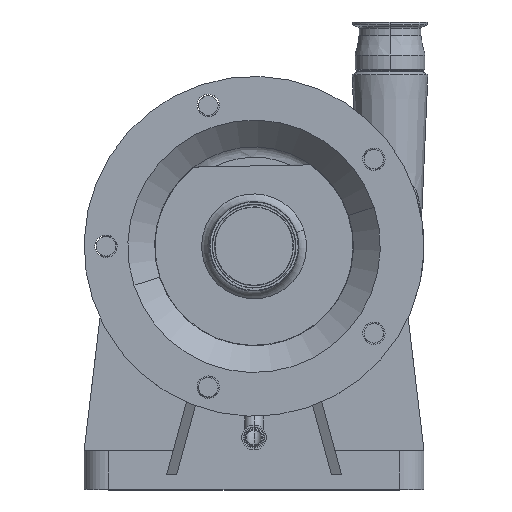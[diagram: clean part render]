
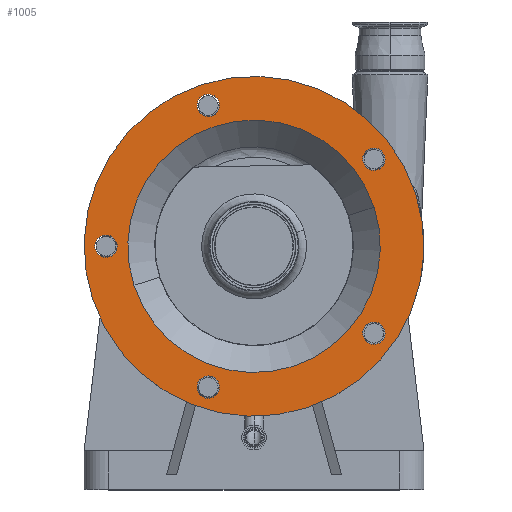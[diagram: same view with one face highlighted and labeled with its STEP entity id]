
A CAD part, top view. The second image highlights one B-rep face of the part: STEP entity #1005.
In plain terms, the highlighted planar face has unit normal (0, 0, 1).
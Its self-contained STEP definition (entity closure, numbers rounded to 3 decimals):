
#877 = ORIENTED_EDGE ( 'NONE', *, *, #974, .F. ) ;
#878 = EDGE_LOOP ( 'NONE', ( #1057, #1055 ) ) ;
#882 = EDGE_LOOP ( 'NONE', ( #977, #1021 ) ) ;
#974 = EDGE_CURVE ( 'NONE', #26389, #26973, #11612, .T. ) ;
#975 = EDGE_CURVE ( 'NONE', #26284, #26596, #11526, .T. ) ;
#976 = ORIENTED_EDGE ( 'NONE', *, *, #26602, .F. ) ;
#977 = ORIENTED_EDGE ( 'NONE', *, *, #1015, .F. ) ;
#978 = EDGE_CURVE ( 'NONE', #26229, #26491, #11600, .T. ) ;
#979 = EDGE_LOOP ( 'NONE', ( #1020, #980 ) ) ;
#980 = ORIENTED_EDGE ( 'NONE', *, *, #26625, .F. ) ;
#995 = EDGE_LOOP ( 'NONE', ( #1017, #1010 ) ) ;
#996 = EDGE_CURVE ( 'NONE', #27245, #27242, #11800, .T. ) ;
#1004 = ORIENTED_EDGE ( 'NONE', *, *, #975, .F. ) ;
#1005 = ADVANCED_FACE ( 'NONE', ( #11683, #11671, #11709, #11678, #11802, #11757, #11801 ), #11756, .F. ) ;
#1006 = EDGE_LOOP ( 'NONE', ( #1004, #976 ) ) ;
#1010 = ORIENTED_EDGE ( 'NONE', *, *, #26710, .F. ) ;
#1013 = EDGE_LOOP ( 'NONE', ( #1014, #1016 ) ) ;
#1014 = ORIENTED_EDGE ( 'NONE', *, *, #27142, .T. ) ;
#1015 = EDGE_CURVE ( 'NONE', #26110, #27148, #11646, .T. ) ;
#1016 = ORIENTED_EDGE ( 'NONE', *, *, #996, .T. ) ;
#1017 = ORIENTED_EDGE ( 'NONE', *, *, #1047, .F. ) ;
#1018 = ORIENTED_EDGE ( 'NONE', *, *, #26397, .F. ) ;
#1019 = EDGE_CURVE ( 'NONE', #26295, #26294, #11711, .T. ) ;
#1020 = ORIENTED_EDGE ( 'NONE', *, *, #978, .F. ) ;
#1021 = ORIENTED_EDGE ( 'NONE', *, *, #26108, .F. ) ;
#1045 = EDGE_LOOP ( 'NONE', ( #877, #1018 ) ) ;
#1047 = EDGE_CURVE ( 'NONE', #27095, #26388, #11755, .T. ) ;
#1055 = ORIENTED_EDGE ( 'NONE', *, *, #26646, .F. ) ;
#1057 = ORIENTED_EDGE ( 'NONE', *, *, #1019, .F. ) ;
#11487 = AXIS2_PLACEMENT_3D ( 'NONE', #11611, #11610, #11609 ) ;
#11526 = CIRCLE ( 'NONE', #11605, 11.5 ) ;
#11597 = DIRECTION ( 'NONE',  ( 0., 0., 1. ) ) ;
#11598 = CARTESIAN_POINT ( 'NONE',  ( 123.375, 89.637, 299.5 ) ) ;
#11599 = AXIS2_PLACEMENT_3D ( 'NONE', #11598, #11597, #11621 ) ;
#11600 = CIRCLE ( 'NONE', #11599, 11.5 ) ;
#11602 = DIRECTION ( 'NONE',  ( 0.951, 0.309, 0. ) ) ;
#11603 = DIRECTION ( 'NONE',  ( 0., 0., 1. ) ) ;
#11604 = CARTESIAN_POINT ( 'NONE',  ( 123.375, -89.637, 299.5 ) ) ;
#11605 = AXIS2_PLACEMENT_3D ( 'NONE', #11604, #11603, #11602 ) ;
#11609 = DIRECTION ( 'NONE',  ( 0.951, 0.309, 0. ) ) ;
#11610 = DIRECTION ( 'NONE',  ( 0., 0., 1. ) ) ;
#11611 = CARTESIAN_POINT ( 'NONE',  ( -152.5, 0., 299.5 ) ) ;
#11612 = CIRCLE ( 'NONE', #11487, 11.5 ) ;
#11621 = DIRECTION ( 'NONE',  ( 0.951, 0.309, 0. ) ) ;
#11632 = CARTESIAN_POINT ( 'NONE',  ( 0., 0., 299.5 ) ) ;
#11645 = AXIS2_PLACEMENT_3D ( 'NONE', #11817, #11713, #11712 ) ;
#11646 = CIRCLE ( 'NONE', #11645, 11.5 ) ;
#11671 = FACE_BOUND ( 'NONE', #878, .T. ) ;
#11672 = DIRECTION ( 'NONE',  ( -0.951, -0.309, 0. ) ) ;
#11673 = DIRECTION ( 'NONE',  ( 0., 0., -1. ) ) ;
#11675 = DIRECTION ( 'NONE',  ( 0.951, 0.309, 0. ) ) ;
#11676 = DIRECTION ( 'NONE',  ( 0., 0., 1. ) ) ;
#11678 = FACE_BOUND ( 'NONE', #979, .T. ) ;
#11682 = DIRECTION ( 'NONE',  ( 0., 0., 1. ) ) ;
#11683 = FACE_BOUND ( 'NONE', #1045, .T. ) ;
#11684 = AXIS2_PLACEMENT_3D ( 'NONE', #11798, #11673, #11672 ) ;
#11709 = FACE_BOUND ( 'NONE', #1006, .T. ) ;
#11711 = CIRCLE ( 'NONE', #11718, 11.5 ) ;
#11712 = DIRECTION ( 'NONE',  ( 0.951, 0.309, 0. ) ) ;
#11713 = DIRECTION ( 'NONE',  ( 0., 0., 1. ) ) ;
#11717 = CARTESIAN_POINT ( 'NONE',  ( -47.125, -145.036, 299.5 ) ) ;
#11718 = AXIS2_PLACEMENT_3D ( 'NONE', #11717, #11676, #11675 ) ;
#11751 = DIRECTION ( 'NONE',  ( 0.951, 0.309, 0. ) ) ;
#11752 = DIRECTION ( 'NONE',  ( 0., 0., 1. ) ) ;
#11753 = AXIS2_PLACEMENT_3D ( 'NONE', #11774, #11752, #11751 ) ;
#11755 = CIRCLE ( 'NONE', #11753, 130. ) ;
#11756 = PLANE ( 'NONE',  #11684 ) ;
#11757 = FACE_OUTER_BOUND ( 'NONE', #1013, .T. ) ;
#11774 = CARTESIAN_POINT ( 'NONE',  ( 0., 0., 299.5 ) ) ;
#11781 = DIRECTION ( 'NONE',  ( 0.951, 0.309, 0. ) ) ;
#11782 = AXIS2_PLACEMENT_3D ( 'NONE', #11632, #11682, #11781 ) ;
#11798 = CARTESIAN_POINT ( 'NONE',  ( -54.078, 166.435, 299.5 ) ) ;
#11800 = CIRCLE ( 'NONE', #11782, 175. ) ;
#11801 = FACE_BOUND ( 'NONE', #995, .T. ) ;
#11802 = FACE_BOUND ( 'NONE', #882, .T. ) ;
#11817 = CARTESIAN_POINT ( 'NONE',  ( -47.125, 145.036, 299.5 ) ) ;
#12145 = CARTESIAN_POINT ( 'NONE',  ( -36.188, -141.482, 299.5 ) ) ;
#13469 = CARTESIAN_POINT ( 'NONE',  ( 134.312, 93.191, 299.5 ) ) ;
#13470 = CARTESIAN_POINT ( 'NONE',  ( -58.062, -148.59, 299.5 ) ) ;
#13478 = CARTESIAN_POINT ( 'NONE',  ( 134.312, -86.084, 299.5 ) ) ;
#13507 = CIRCLE ( 'NONE', #13531, 11.5 ) ;
#13528 = DIRECTION ( 'NONE',  ( 0.951, 0.309, 0. ) ) ;
#13529 = DIRECTION ( 'NONE',  ( 0., 0., 1. ) ) ;
#13530 = CARTESIAN_POINT ( 'NONE',  ( -47.125, 145.036, 299.5 ) ) ;
#13531 = AXIS2_PLACEMENT_3D ( 'NONE', #13530, #13529, #13528 ) ;
#13536 = CARTESIAN_POINT ( 'NONE',  ( -36.188, 148.59, 299.5 ) ) ;
#13579 = CARTESIAN_POINT ( 'NONE',  ( -123.637, -40.172, 299.5 ) ) ;
#13588 = CARTESIAN_POINT ( 'NONE',  ( 112.438, 86.084, 299.5 ) ) ;
#13606 = CARTESIAN_POINT ( 'NONE',  ( -141.563, 3.554, 299.5 ) ) ;
#13613 = DIRECTION ( 'NONE',  ( 0.951, 0.309, 0. ) ) ;
#13614 = DIRECTION ( 'NONE',  ( 0., 0., 1. ) ) ;
#13623 = CARTESIAN_POINT ( 'NONE',  ( -152.5, 0., 299.5 ) ) ;
#13624 = AXIS2_PLACEMENT_3D ( 'NONE', #13623, #13614, #13613 ) ;
#13625 = CIRCLE ( 'NONE', #13624, 11.5 ) ;
#13663 = CIRCLE ( 'NONE', #13718, 11.5 ) ;
#13667 = DIRECTION ( 'NONE',  ( 0.951, 0.309, 0. ) ) ;
#13681 = DIRECTION ( 'NONE',  ( 0.951, 0.309, 0. ) ) ;
#13682 = DIRECTION ( 'NONE',  ( 0.951, 0.309, 0. ) ) ;
#13685 = CARTESIAN_POINT ( 'NONE',  ( -47.125, -145.036, 299.5 ) ) ;
#13686 = CIRCLE ( 'NONE', #13768, 11.5 ) ;
#13706 = CARTESIAN_POINT ( 'NONE',  ( -163.437, -3.554, 299.5 ) ) ;
#13710 = DIRECTION ( 'NONE',  ( 0., 0., 1. ) ) ;
#13716 = DIRECTION ( 'NONE',  ( 0., 0., 1. ) ) ;
#13717 = CARTESIAN_POINT ( 'NONE',  ( 123.375, 89.637, 299.5 ) ) ;
#13718 = AXIS2_PLACEMENT_3D ( 'NONE', #13717, #13716, #13667 ) ;
#13761 = DIRECTION ( 'NONE',  ( 0.951, 0.309, 0. ) ) ;
#13762 = DIRECTION ( 'NONE',  ( 0., 0., 1. ) ) ;
#13765 = DIRECTION ( 'NONE',  ( 0., 0., 1. ) ) ;
#13767 = CARTESIAN_POINT ( 'NONE',  ( 123.375, -89.637, 299.5 ) ) ;
#13768 = AXIS2_PLACEMENT_3D ( 'NONE', #13767, #13710, #13682 ) ;
#13769 = CARTESIAN_POINT ( 'NONE',  ( 112.438, -93.191, 299.5 ) ) ;
#13797 = CARTESIAN_POINT ( 'NONE',  ( 0., 0., 299.5 ) ) ;
#13800 = CIRCLE ( 'NONE', #13820, 130. ) ;
#13802 = CIRCLE ( 'NONE', #13819, 11.5 ) ;
#13819 = AXIS2_PLACEMENT_3D ( 'NONE', #13685, #13762, #13761 ) ;
#13820 = AXIS2_PLACEMENT_3D ( 'NONE', #13797, #13765, #13681 ) ;
#13846 = CARTESIAN_POINT ( 'NONE',  ( 123.637, 40.172, 299.5 ) ) ;
#13864 = CIRCLE ( 'NONE', #13971, 175. ) ;
#13967 = CARTESIAN_POINT ( 'NONE',  ( -58.062, 141.482, 299.5 ) ) ;
#13968 = DIRECTION ( 'NONE',  ( 0.951, 0.309, 0. ) ) ;
#13969 = DIRECTION ( 'NONE',  ( 0., 0., 1. ) ) ;
#13970 = CARTESIAN_POINT ( 'NONE',  ( 0., 0., 299.5 ) ) ;
#13971 = AXIS2_PLACEMENT_3D ( 'NONE', #13970, #13969, #13968 ) ;
#14000 = CARTESIAN_POINT ( 'NONE',  ( 166.435, 54.078, 299.5 ) ) ;
#14041 = CARTESIAN_POINT ( 'NONE',  ( -166.435, -54.078, 299.5 ) ) ;
#26108 = EDGE_CURVE ( 'NONE', #27148, #26110, #13507, .T. ) ;
#26110 = VERTEX_POINT ( 'NONE', #13536 ) ;
#26229 = VERTEX_POINT ( 'NONE', #13469 ) ;
#26284 = VERTEX_POINT ( 'NONE', #13478 ) ;
#26294 = VERTEX_POINT ( 'NONE', #13470 ) ;
#26295 = VERTEX_POINT ( 'NONE', #12145 ) ;
#26388 = VERTEX_POINT ( 'NONE', #13579 ) ;
#26389 = VERTEX_POINT ( 'NONE', #13606 ) ;
#26397 = EDGE_CURVE ( 'NONE', #26973, #26389, #13625, .T. ) ;
#26491 = VERTEX_POINT ( 'NONE', #13588 ) ;
#26596 = VERTEX_POINT ( 'NONE', #13769 ) ;
#26602 = EDGE_CURVE ( 'NONE', #26596, #26284, #13686, .T. ) ;
#26625 = EDGE_CURVE ( 'NONE', #26491, #26229, #13663, .T. ) ;
#26646 = EDGE_CURVE ( 'NONE', #26294, #26295, #13802, .T. ) ;
#26710 = EDGE_CURVE ( 'NONE', #26388, #27095, #13800, .T. ) ;
#26973 = VERTEX_POINT ( 'NONE', #13706 ) ;
#27095 = VERTEX_POINT ( 'NONE', #13846 ) ;
#27142 = EDGE_CURVE ( 'NONE', #27242, #27245, #13864, .T. ) ;
#27148 = VERTEX_POINT ( 'NONE', #13967 ) ;
#27242 = VERTEX_POINT ( 'NONE', #14000 ) ;
#27245 = VERTEX_POINT ( 'NONE', #14041 ) ;
